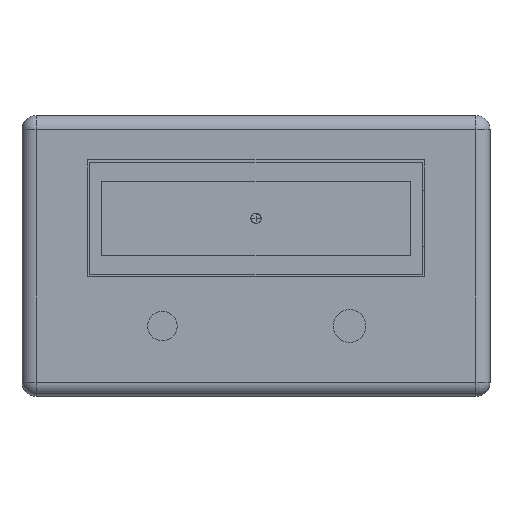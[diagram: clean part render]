
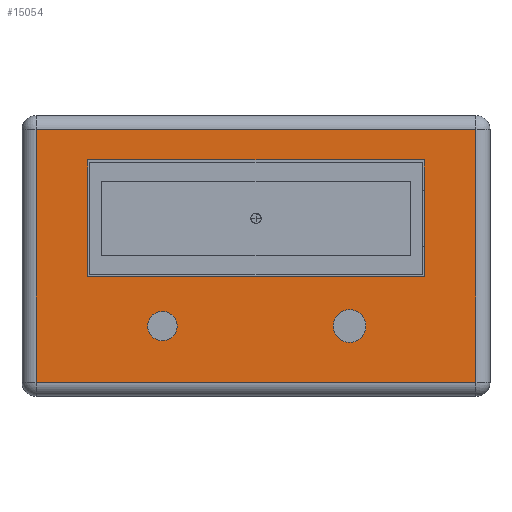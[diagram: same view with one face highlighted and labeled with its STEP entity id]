
A CAD part, top view. The second image highlights one B-rep face of the part: STEP entity #15054.
In plain terms, the highlighted planar face has unit normal (0, 0, 1).
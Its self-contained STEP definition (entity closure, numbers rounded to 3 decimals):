
#572=FACE_BOUND('',#5687,.T.);
#573=FACE_BOUND('',#5688,.T.);
#574=FACE_BOUND('',#5689,.T.);
#993=LINE('',#22498,#2599);
#997=LINE('',#22514,#2603);
#1001=LINE('',#22523,#2607);
#1005=LINE('',#22532,#2611);
#1012=LINE('',#22553,#2618);
#1013=LINE('',#22555,#2619);
#1014=LINE('',#22557,#2620);
#1015=LINE('',#22558,#2621);
#2599=VECTOR('',#18058,10.);
#2603=VECTOR('',#18076,10.);
#2607=VECTOR('',#18086,10.);
#2611=VECTOR('',#18096,10.);
#2618=VECTOR('',#18119,10.);
#2619=VECTOR('',#18120,10.);
#2620=VECTOR('',#18121,10.);
#2621=VECTOR('',#18122,10.);
#4102=PLANE('',#16322);
#4785=FACE_OUTER_BOUND('',#5686,.T.);
#5686=EDGE_LOOP('',(#11234,#11235,#11236,#11237));
#5687=EDGE_LOOP('',(#11238));
#5688=EDGE_LOOP('',(#11239));
#5689=EDGE_LOOP('',(#11240,#11241,#11242,#11243));
#6836=CIRCLE('',#16323,3.5);
#6837=CIRCLE('',#16324,3.15);
#7374=VERTEX_POINT('',#22479);
#7375=VERTEX_POINT('',#22483);
#7378=VERTEX_POINT('',#22490);
#7383=VERTEX_POINT('',#22506);
#7392=VERTEX_POINT('',#22547);
#7393=VERTEX_POINT('',#22549);
#7394=VERTEX_POINT('',#22551);
#7395=VERTEX_POINT('',#22552);
#7396=VERTEX_POINT('',#22554);
#7397=VERTEX_POINT('',#22556);
#8849=EDGE_CURVE('',#7378,#7374,#993,.T.);
#8857=EDGE_CURVE('',#7383,#7378,#997,.T.);
#8862=EDGE_CURVE('',#7375,#7383,#1001,.T.);
#8867=EDGE_CURVE('',#7374,#7375,#1005,.T.);
#8875=EDGE_CURVE('',#7392,#7392,#6836,.T.);
#8876=EDGE_CURVE('',#7393,#7393,#6837,.T.);
#8877=EDGE_CURVE('',#7394,#7395,#1012,.T.);
#8878=EDGE_CURVE('',#7395,#7396,#1013,.T.);
#8879=EDGE_CURVE('',#7396,#7397,#1014,.T.);
#8880=EDGE_CURVE('',#7397,#7394,#1015,.T.);
#11234=ORIENTED_EDGE('',*,*,#8849,.F.);
#11235=ORIENTED_EDGE('',*,*,#8857,.F.);
#11236=ORIENTED_EDGE('',*,*,#8862,.F.);
#11237=ORIENTED_EDGE('',*,*,#8867,.F.);
#11238=ORIENTED_EDGE('',*,*,#8875,.T.);
#11239=ORIENTED_EDGE('',*,*,#8876,.T.);
#11240=ORIENTED_EDGE('',*,*,#8877,.T.);
#11241=ORIENTED_EDGE('',*,*,#8878,.T.);
#11242=ORIENTED_EDGE('',*,*,#8879,.T.);
#11243=ORIENTED_EDGE('',*,*,#8880,.T.);
#15054=ADVANCED_FACE('',(#4785,#572,#573,#574),#4102,.T.);
#16322=AXIS2_PLACEMENT_3D('',#22546,#18113,#18114);
#16323=AXIS2_PLACEMENT_3D('',#22548,#18115,#18116);
#16324=AXIS2_PLACEMENT_3D('',#22550,#18117,#18118);
#18058=DIRECTION('',(-1.,0.,0.));
#18076=DIRECTION('',(0.,-1.,0.));
#18086=DIRECTION('',(1.,0.,0.));
#18096=DIRECTION('',(0.,1.,0.));
#18113=DIRECTION('center_axis',(0.,0.,1.));
#18114=DIRECTION('ref_axis',(1.,0.,0.));
#18115=DIRECTION('center_axis',(0.,0.,-1.));
#18116=DIRECTION('ref_axis',(-1.,0.,0.));
#18117=DIRECTION('center_axis',(0.,0.,-1.));
#18118=DIRECTION('ref_axis',(-1.,0.,0.));
#18119=DIRECTION('',(1.,0.,0.));
#18120=DIRECTION('',(0.,-1.,0.));
#18121=DIRECTION('',(-1.,0.,0.));
#18122=DIRECTION('',(0.,1.,0.));
#22479=CARTESIAN_POINT('',(-47.,-27.,0.));
#22483=CARTESIAN_POINT('',(-47.,27.,0.));
#22490=CARTESIAN_POINT('',(47.,-27.,0.));
#22498=CARTESIAN_POINT('',(25.,-27.,0.));
#22506=CARTESIAN_POINT('',(47.,27.,0.));
#22514=CARTESIAN_POINT('',(47.,15.,0.));
#22523=CARTESIAN_POINT('',(-25.,27.,0.));
#22532=CARTESIAN_POINT('',(-47.,-15.,0.));
#22546=CARTESIAN_POINT('Origin',(0.,0.,0.));
#22547=CARTESIAN_POINT('',(23.5,-15.,0.));
#22548=CARTESIAN_POINT('Origin',(20.,-15.,0.));
#22549=CARTESIAN_POINT('',(-16.85,-15.,0.));
#22550=CARTESIAN_POINT('Origin',(-20.,-15.,0.));
#22551=CARTESIAN_POINT('',(-36.,20.5,0.));
#22552=CARTESIAN_POINT('',(36.,20.5,0.));
#22553=CARTESIAN_POINT('',(-18.,20.5,0.));
#22554=CARTESIAN_POINT('',(36.,-4.5,0.));
#22555=CARTESIAN_POINT('',(36.,10.25,0.));
#22556=CARTESIAN_POINT('',(-36.,-4.5,0.));
#22557=CARTESIAN_POINT('',(18.,-4.5,0.));
#22558=CARTESIAN_POINT('',(-36.,-2.25,0.));
